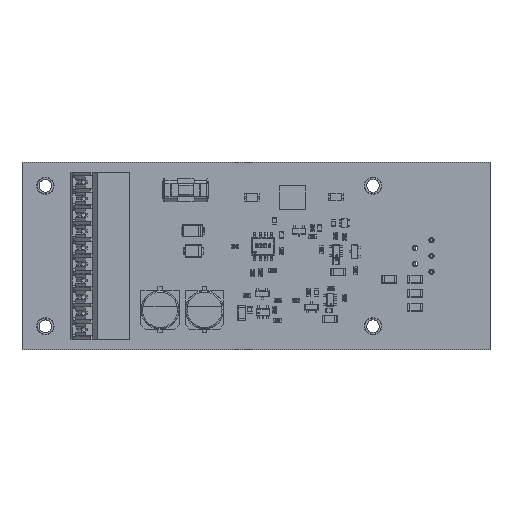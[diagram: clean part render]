
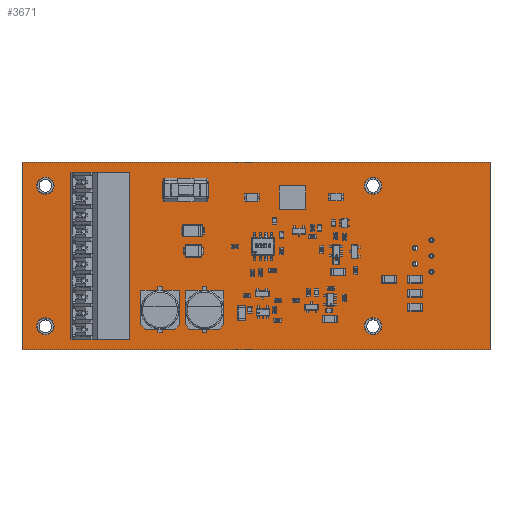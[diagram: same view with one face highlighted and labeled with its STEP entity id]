
A CAD part, top view. The second image highlights one B-rep face of the part: STEP entity #3671.
In plain terms, the highlighted planar face has unit normal (0, 0, 1).
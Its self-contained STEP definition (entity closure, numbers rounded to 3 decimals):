
#3671=ADVANCED_FACE('',(#8381,#8382,#8383,#8384,#8385,#8386,#8387,#8388,#8389,#8390),#8391,.T.);
#8381=FACE_BOUND('',#14668,.T.);
#8382=FACE_BOUND('',#14669,.T.);
#8383=FACE_BOUND('',#14670,.T.);
#8384=FACE_BOUND('',#14671,.T.);
#8385=FACE_BOUND('',#14672,.T.);
#8386=FACE_BOUND('',#14673,.T.);
#8387=FACE_BOUND('',#14674,.T.);
#8388=FACE_BOUND('',#14675,.T.);
#8389=FACE_BOUND('',#14676,.T.);
#8390=FACE_OUTER_BOUND('',#14677,.T.);
#8391=PLANE('',#14678);
#14668=EDGE_LOOP('',(#23201));
#14669=EDGE_LOOP('',(#23202));
#14670=EDGE_LOOP('',(#23203));
#14671=EDGE_LOOP('',(#23204));
#14672=EDGE_LOOP('',(#23205));
#14673=EDGE_LOOP('',(#23206));
#14674=EDGE_LOOP('',(#23207));
#14675=EDGE_LOOP('',(#23208));
#14676=EDGE_LOOP('',(#23209));
#14677=EDGE_LOOP('',(#23210,#23211,#23212,#23213));
#14678=AXIS2_PLACEMENT_3D('',#23214,#23215,#23216);
#23201=ORIENTED_EDGE('',*,*,#39457,.T.);
#23202=ORIENTED_EDGE('',*,*,#39460,.T.);
#23203=ORIENTED_EDGE('',*,*,#39463,.T.);
#23204=ORIENTED_EDGE('',*,*,#39466,.T.);
#23205=ORIENTED_EDGE('',*,*,#39469,.T.);
#23206=ORIENTED_EDGE('',*,*,#39472,.T.);
#23207=ORIENTED_EDGE('',*,*,#39475,.T.);
#23208=ORIENTED_EDGE('',*,*,#39478,.T.);
#23209=ORIENTED_EDGE('',*,*,#39481,.T.);
#23210=ORIENTED_EDGE('',*,*,#39483,.T.);
#23211=ORIENTED_EDGE('',*,*,#39484,.T.);
#23212=ORIENTED_EDGE('',*,*,#39485,.T.);
#23213=ORIENTED_EDGE('',*,*,#39486,.T.);
#23214=CARTESIAN_POINT('',(50.0,20.0,1.577));
#23215=DIRECTION('',(0.0,0.0,1.0));
#23216=DIRECTION('',(1.0,0.0,0.0));
#39457=EDGE_CURVE('',#46107,#46107,#46108,.T.);
#39460=EDGE_CURVE('',#46112,#46112,#46113,.T.);
#39463=EDGE_CURVE('',#46117,#46117,#46118,.T.);
#39466=EDGE_CURVE('',#46122,#46122,#46123,.T.);
#39469=EDGE_CURVE('',#46127,#46127,#46128,.T.);
#39472=EDGE_CURVE('',#46132,#46132,#46133,.T.);
#39475=EDGE_CURVE('',#46137,#46137,#46138,.T.);
#39478=EDGE_CURVE('',#46142,#46142,#46143,.T.);
#39481=EDGE_CURVE('',#46147,#46147,#46148,.T.);
#39483=EDGE_CURVE('',#46150,#46151,#46152,.T.);
#39484=EDGE_CURVE('',#46151,#46153,#46154,.T.);
#39485=EDGE_CURVE('',#46153,#46155,#46156,.T.);
#39486=EDGE_CURVE('',#46155,#46150,#46157,.T.);
#46107=VERTEX_POINT('',#55866);
#46108=CIRCLE('',#55867,0.55);
#46112=VERTEX_POINT('',#55871);
#46113=CIRCLE('',#55872,0.55);
#46117=VERTEX_POINT('',#55876);
#46118=CIRCLE('',#55877,0.55);
#46122=VERTEX_POINT('',#55881);
#46123=CIRCLE('',#55882,0.55);
#46127=VERTEX_POINT('',#55886);
#46128=CIRCLE('',#55887,1.85);
#46132=VERTEX_POINT('',#55891);
#46133=CIRCLE('',#55892,1.85);
#46137=VERTEX_POINT('',#55896);
#46138=CIRCLE('',#55897,1.85);
#46142=VERTEX_POINT('',#55901);
#46143=CIRCLE('',#55902,1.85);
#46147=VERTEX_POINT('',#55906);
#46148=CIRCLE('',#55907,0.55);
#46150=VERTEX_POINT('',#55909);
#46151=VERTEX_POINT('',#55910);
#46152=LINE('',#55911,#55912);
#46153=VERTEX_POINT('',#55913);
#46154=LINE('',#55914,#55915);
#46155=VERTEX_POINT('',#55916);
#46156=LINE('',#55917,#55918);
#46157=LINE('',#55919,#55920);
#55866=CARTESIAN_POINT('',(86.95,20.0,1.577));
#55867=AXIS2_PLACEMENT_3D('',#71532,#71533,#71534);
#55871=CARTESIAN_POINT('',(86.95,16.6,1.577));
#55872=AXIS2_PLACEMENT_3D('',#71538,#71539,#71540);
#55876=CARTESIAN_POINT('',(83.45,21.7,1.577));
#55877=AXIS2_PLACEMENT_3D('',#71544,#71545,#71546);
#55881=CARTESIAN_POINT('',(83.45,18.3,1.577));
#55882=AXIS2_PLACEMENT_3D('',#71550,#71551,#71552);
#55886=CARTESIAN_POINT('',(3.15,5.0,1.577));
#55887=AXIS2_PLACEMENT_3D('',#71556,#71557,#71558);
#55891=CARTESIAN_POINT('',(3.15,35.0,1.577));
#55892=AXIS2_PLACEMENT_3D('',#71562,#71563,#71564);
#55896=CARTESIAN_POINT('',(73.15,5.0,1.577));
#55897=AXIS2_PLACEMENT_3D('',#71568,#71569,#71570);
#55901=CARTESIAN_POINT('',(73.15,35.0,1.577));
#55902=AXIS2_PLACEMENT_3D('',#71574,#71575,#71576);
#55906=CARTESIAN_POINT('',(86.95,23.4,1.577));
#55907=AXIS2_PLACEMENT_3D('',#71580,#71581,#71582);
#55909=CARTESIAN_POINT('',(0.0,0.0,1.577));
#55910=CARTESIAN_POINT('',(100.0,0.0,1.577));
#55911=CARTESIAN_POINT('',(50.0,0.0,1.577));
#55912=VECTOR('',#71583,1.0);
#55913=CARTESIAN_POINT('',(100.0,40.0,1.577));
#55914=CARTESIAN_POINT('',(100.0,20.0,1.577));
#55915=VECTOR('',#71584,1.0);
#55916=CARTESIAN_POINT('',(0.0,40.0,1.577));
#55917=CARTESIAN_POINT('',(50.0,40.0,1.577));
#55918=VECTOR('',#71585,1.0);
#55919=CARTESIAN_POINT('',(0.0,20.0,1.577));
#55920=VECTOR('',#71586,1.0);
#71532=CARTESIAN_POINT('',(87.5,20.0,1.577));
#71533=DIRECTION('',(0.0,0.0,-1.0));
#71534=DIRECTION('',(1.0,0.0,0.0));
#71538=CARTESIAN_POINT('',(87.5,16.6,1.577));
#71539=DIRECTION('',(0.0,0.0,-1.0));
#71540=DIRECTION('',(1.0,0.0,0.0));
#71544=CARTESIAN_POINT('',(84.0,21.7,1.577));
#71545=DIRECTION('',(0.0,0.0,-1.0));
#71546=DIRECTION('',(1.0,0.0,0.0));
#71550=CARTESIAN_POINT('',(84.0,18.3,1.577));
#71551=DIRECTION('',(0.0,0.0,-1.0));
#71552=DIRECTION('',(1.0,0.0,0.0));
#71556=CARTESIAN_POINT('',(5.0,5.0,1.577));
#71557=DIRECTION('',(0.0,0.0,-1.0));
#71558=DIRECTION('',(1.0,0.0,0.0));
#71562=CARTESIAN_POINT('',(5.0,35.0,1.577));
#71563=DIRECTION('',(0.0,0.0,-1.0));
#71564=DIRECTION('',(1.0,0.0,0.0));
#71568=CARTESIAN_POINT('',(75.0,5.0,1.577));
#71569=DIRECTION('',(0.0,0.0,-1.0));
#71570=DIRECTION('',(1.0,0.0,0.0));
#71574=CARTESIAN_POINT('',(75.0,35.0,1.577));
#71575=DIRECTION('',(0.0,0.0,-1.0));
#71576=DIRECTION('',(1.0,0.0,0.0));
#71580=CARTESIAN_POINT('',(87.5,23.4,1.577));
#71581=DIRECTION('',(0.0,0.0,-1.0));
#71582=DIRECTION('',(1.0,0.0,0.0));
#71583=DIRECTION('',(1.0,0.0,0.0));
#71584=DIRECTION('',(0.0,1.0,0.0));
#71585=DIRECTION('',(-1.0,0.0,0.0));
#71586=DIRECTION('',(0.0,-1.0,0.0));
